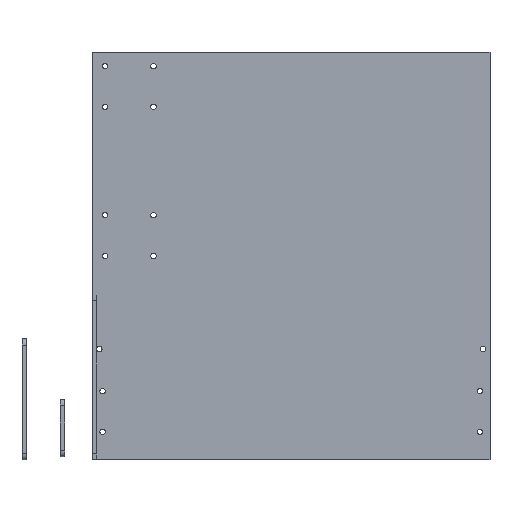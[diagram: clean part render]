
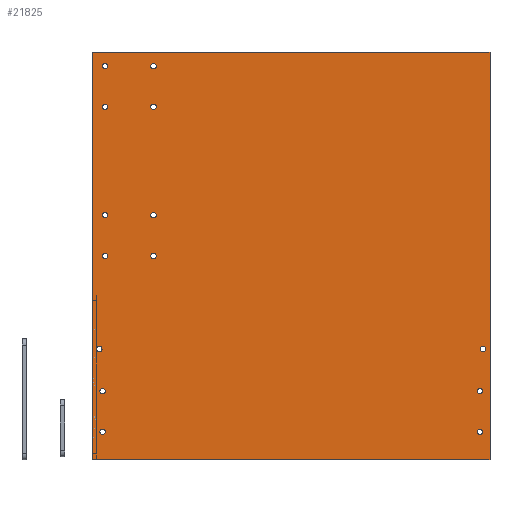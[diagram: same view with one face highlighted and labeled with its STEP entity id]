
A CAD part, left-side view. The second image highlights one B-rep face of the part: STEP entity #21825.
In plain terms, the highlighted planar face has unit normal (-1, 0, 0).
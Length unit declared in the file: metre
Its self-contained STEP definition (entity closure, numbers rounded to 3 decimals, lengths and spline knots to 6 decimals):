
#747=LINE('',#32713,#2647);
#748=LINE('',#32716,#2648);
#749=LINE('',#32718,#2649);
#750=LINE('',#32720,#2650);
#2647=VECTOR('',#25693,1.);
#2648=VECTOR('',#25694,1.);
#2649=VECTOR('',#25695,1.);
#2650=VECTOR('',#25696,1.);
#4547=ORIENTED_EDGE('',*,*,#11099,.F.);
#4548=ORIENTED_EDGE('',*,*,#11100,.F.);
#4549=ORIENTED_EDGE('',*,*,#11101,.F.);
#4550=ORIENTED_EDGE('',*,*,#11102,.T.);
#4551=ORIENTED_EDGE('',*,*,#11103,.F.);
#4552=ORIENTED_EDGE('',*,*,#11104,.F.);
#4553=ORIENTED_EDGE('',*,*,#11105,.T.);
#4554=ORIENTED_EDGE('',*,*,#11106,.T.);
#4555=ORIENTED_EDGE('',*,*,#11107,.F.);
#4556=ORIENTED_EDGE('',*,*,#11108,.F.);
#4557=ORIENTED_EDGE('',*,*,#11109,.F.);
#4558=ORIENTED_EDGE('',*,*,#11110,.F.);
#4559=ORIENTED_EDGE('',*,*,#11111,.F.);
#4560=ORIENTED_EDGE('',*,*,#11112,.F.);
#4561=ORIENTED_EDGE('',*,*,#11113,.F.);
#4562=ORIENTED_EDGE('',*,*,#11114,.F.);
#4563=ORIENTED_EDGE('',*,*,#11115,.T.);
#4564=ORIENTED_EDGE('',*,*,#11116,.T.);
#11099=EDGE_CURVE('',#14375,#14375,#16621,.T.);
#11100=EDGE_CURVE('',#14376,#14376,#16622,.T.);
#11101=EDGE_CURVE('',#14377,#14377,#16623,.T.);
#11102=EDGE_CURVE('',#14378,#14378,#16624,.T.);
#11103=EDGE_CURVE('',#14379,#14380,#747,.T.);
#11104=EDGE_CURVE('',#14381,#14379,#748,.T.);
#11105=EDGE_CURVE('',#14381,#14382,#749,.T.);
#11106=EDGE_CURVE('',#14382,#14380,#750,.T.);
#11107=EDGE_CURVE('',#14383,#14383,#16625,.T.);
#11108=EDGE_CURVE('',#14384,#14384,#16626,.T.);
#11109=EDGE_CURVE('',#14385,#14385,#16627,.T.);
#11110=EDGE_CURVE('',#14386,#14386,#16628,.T.);
#11111=EDGE_CURVE('',#14387,#14387,#16629,.T.);
#11112=EDGE_CURVE('',#14388,#14388,#16630,.T.);
#11113=EDGE_CURVE('',#14389,#14389,#16631,.T.);
#11114=EDGE_CURVE('',#14390,#14390,#16632,.T.);
#11115=EDGE_CURVE('',#14391,#14391,#16633,.T.);
#11116=EDGE_CURVE('',#14392,#14392,#16634,.T.);
#14375=VERTEX_POINT('',#32706);
#14376=VERTEX_POINT('',#32708);
#14377=VERTEX_POINT('',#32710);
#14378=VERTEX_POINT('',#32712);
#14379=VERTEX_POINT('',#32714);
#14380=VERTEX_POINT('',#32715);
#14381=VERTEX_POINT('',#32717);
#14382=VERTEX_POINT('',#32719);
#14383=VERTEX_POINT('',#32722);
#14384=VERTEX_POINT('',#32724);
#14385=VERTEX_POINT('',#32726);
#14386=VERTEX_POINT('',#32728);
#14387=VERTEX_POINT('',#32730);
#14388=VERTEX_POINT('',#32732);
#14389=VERTEX_POINT('',#32734);
#14390=VERTEX_POINT('',#32736);
#14391=VERTEX_POINT('',#32738);
#14392=VERTEX_POINT('',#32740);
#16621=CIRCLE('',#23122,0.0021);
#16622=CIRCLE('',#23123,0.0021);
#16623=CIRCLE('',#23124,0.0021);
#16624=CIRCLE('',#23125,0.0021);
#16625=CIRCLE('',#23126,0.0021);
#16626=CIRCLE('',#23127,0.0021);
#16627=CIRCLE('',#23128,0.0021);
#16628=CIRCLE('',#23129,0.0021);
#16629=CIRCLE('',#23130,0.0021);
#16630=CIRCLE('',#23131,0.0021);
#16631=CIRCLE('',#23132,0.0021);
#16632=CIRCLE('',#23133,0.0021);
#16633=CIRCLE('',#23134,0.0021);
#16634=CIRCLE('',#23135,0.0021);
#17943=EDGE_LOOP('',(#4547));
#17944=EDGE_LOOP('',(#4548));
#17945=EDGE_LOOP('',(#4549));
#17946=EDGE_LOOP('',(#4550));
#17947=EDGE_LOOP('',(#4551,#4552,#4553,#4554));
#17948=EDGE_LOOP('',(#4555));
#17949=EDGE_LOOP('',(#4556));
#17950=EDGE_LOOP('',(#4557));
#17951=EDGE_LOOP('',(#4558));
#17952=EDGE_LOOP('',(#4559));
#17953=EDGE_LOOP('',(#4560));
#17954=EDGE_LOOP('',(#4561));
#17955=EDGE_LOOP('',(#4562));
#17956=EDGE_LOOP('',(#4563));
#17957=EDGE_LOOP('',(#4564));
#19597=FACE_BOUND('',#17943,.T.);
#19598=FACE_BOUND('',#17944,.T.);
#19599=FACE_BOUND('',#17945,.T.);
#19600=FACE_BOUND('',#17946,.T.);
#19601=FACE_BOUND('',#17947,.T.);
#19602=FACE_BOUND('',#17948,.T.);
#19603=FACE_BOUND('',#17949,.T.);
#19604=FACE_BOUND('',#17950,.T.);
#19605=FACE_BOUND('',#17951,.T.);
#19606=FACE_BOUND('',#17952,.T.);
#19607=FACE_BOUND('',#17953,.T.);
#19608=FACE_BOUND('',#17954,.T.);
#19609=FACE_BOUND('',#17955,.T.);
#19610=FACE_BOUND('',#17956,.T.);
#19611=FACE_BOUND('',#17957,.T.);
#21251=PLANE('',#23121);
#21825=ADVANCED_FACE('',(#19597,#19598,#19599,#19600,#19601,#19602,#19603,
#19604,#19605,#19606,#19607,#19608,#19609,#19610,#19611),#21251,.T.);
#23121=AXIS2_PLACEMENT_3D('',#32704,#25683,#25684);
#23122=AXIS2_PLACEMENT_3D('',#32705,#25685,#25686);
#23123=AXIS2_PLACEMENT_3D('',#32707,#25687,#25688);
#23124=AXIS2_PLACEMENT_3D('',#32709,#25689,#25690);
#23125=AXIS2_PLACEMENT_3D('',#32711,#25691,#25692);
#23126=AXIS2_PLACEMENT_3D('',#32721,#25697,#25698);
#23127=AXIS2_PLACEMENT_3D('',#32723,#25699,#25700);
#23128=AXIS2_PLACEMENT_3D('',#32725,#25701,#25702);
#23129=AXIS2_PLACEMENT_3D('',#32727,#25703,#25704);
#23130=AXIS2_PLACEMENT_3D('',#32729,#25705,#25706);
#23131=AXIS2_PLACEMENT_3D('',#32731,#25707,#25708);
#23132=AXIS2_PLACEMENT_3D('',#32733,#25709,#25710);
#23133=AXIS2_PLACEMENT_3D('',#32735,#25711,#25712);
#23134=AXIS2_PLACEMENT_3D('',#32737,#25713,#25714);
#23135=AXIS2_PLACEMENT_3D('',#32739,#25715,#25716);
#25683=DIRECTION('',(-1.,0.,0.));
#25684=DIRECTION('',(0.,0.,1.));
#25685=DIRECTION('',(-1.,0.,0.));
#25686=DIRECTION('',(0.,0.,1.));
#25687=DIRECTION('',(-1.,0.,0.));
#25688=DIRECTION('',(0.,0.,1.));
#25689=DIRECTION('',(-1.,0.,0.));
#25690=DIRECTION('',(0.,0.,1.));
#25691=DIRECTION('',(1.,0.,0.));
#25692=DIRECTION('',(0.,0.,1.));
#25693=DIRECTION('',(0.,0.,1.));
#25694=DIRECTION('',(0.,1.,0.));
#25695=DIRECTION('',(0.,0.,1.));
#25696=DIRECTION('',(0.,1.,0.));
#25697=DIRECTION('',(-1.,0.,0.));
#25698=DIRECTION('',(0.,0.,1.));
#25699=DIRECTION('',(-1.,0.,0.));
#25700=DIRECTION('',(0.,0.,1.));
#25701=DIRECTION('',(-1.,0.,0.));
#25702=DIRECTION('',(0.,0.,1.));
#25703=DIRECTION('',(-1.,0.,0.));
#25704=DIRECTION('',(0.,0.,1.));
#25705=DIRECTION('',(-1.,0.,0.));
#25706=DIRECTION('',(0.,0.,1.));
#25707=DIRECTION('',(-1.,0.,0.));
#25708=DIRECTION('',(0.,0.,1.));
#25709=DIRECTION('',(-1.,0.,0.));
#25710=DIRECTION('',(0.,0.,1.));
#25711=DIRECTION('',(-1.,0.,0.));
#25712=DIRECTION('',(0.,0.,1.));
#25713=DIRECTION('',(1.,0.,0.));
#25714=DIRECTION('',(0.,0.,1.));
#25715=DIRECTION('',(1.,0.,0.));
#25716=DIRECTION('',(0.,0.,1.));
#32704=CARTESIAN_POINT('',(-0.43,-0.312,0.225));
#32705=CARTESIAN_POINT('',(-0.43,-0.048,0.277));
#32706=CARTESIAN_POINT('',(-0.43,-0.048,0.2791));
#32707=CARTESIAN_POINT('',(-0.43,-0.01,0.309));
#32708=CARTESIAN_POINT('',(-0.43,-0.01,0.3111));
#32709=CARTESIAN_POINT('',(-0.43,-0.048,0.192));
#32710=CARTESIAN_POINT('',(-0.43,-0.048,0.1941));
#32711=CARTESIAN_POINT('',(-0.43,-0.304,0.054));
#32712=CARTESIAN_POINT('',(-0.43,-0.304,0.0561));
#32713=CARTESIAN_POINT('',(-0.43,0.,0.225));
#32714=CARTESIAN_POINT('',(-0.43,0.,0.));
#32715=CARTESIAN_POINT('',(-0.43,0.,0.32));
#32716=CARTESIAN_POINT('',(-0.43,-0.312,0.));
#32717=CARTESIAN_POINT('',(-0.43,-0.312,0.));
#32718=CARTESIAN_POINT('',(-0.43,-0.312,0.225));
#32719=CARTESIAN_POINT('',(-0.43,-0.312,0.32));
#32720=CARTESIAN_POINT('',(-0.43,-0.312,0.32));
#32721=CARTESIAN_POINT('',(-0.43,-0.008,0.022));
#32722=CARTESIAN_POINT('',(-0.43,-0.008,0.0241));
#32723=CARTESIAN_POINT('',(-0.43,-0.048,0.309));
#32724=CARTESIAN_POINT('',(-0.43,-0.048,0.3111));
#32725=CARTESIAN_POINT('',(-0.43,-0.01,0.277));
#32726=CARTESIAN_POINT('',(-0.43,-0.01,0.2791));
#32727=CARTESIAN_POINT('',(-0.43,-0.01,0.192));
#32728=CARTESIAN_POINT('',(-0.43,-0.01,0.1941));
#32729=CARTESIAN_POINT('',(-0.43,-0.01,0.16));
#32730=CARTESIAN_POINT('',(-0.43,-0.01,0.1621));
#32731=CARTESIAN_POINT('',(-0.43,-0.048,0.16));
#32732=CARTESIAN_POINT('',(-0.43,-0.048,0.1621));
#32733=CARTESIAN_POINT('',(-0.43,-0.008,0.054));
#32734=CARTESIAN_POINT('',(-0.43,-0.008,0.0561));
#32735=CARTESIAN_POINT('',(-0.43,-0.0055,0.087));
#32736=CARTESIAN_POINT('',(-0.43,-0.0055,0.0891));
#32737=CARTESIAN_POINT('',(-0.43,-0.304,0.022));
#32738=CARTESIAN_POINT('',(-0.43,-0.304,0.0241));
#32739=CARTESIAN_POINT('',(-0.43,-0.3065,0.087));
#32740=CARTESIAN_POINT('',(-0.43,-0.3065,0.0891));
